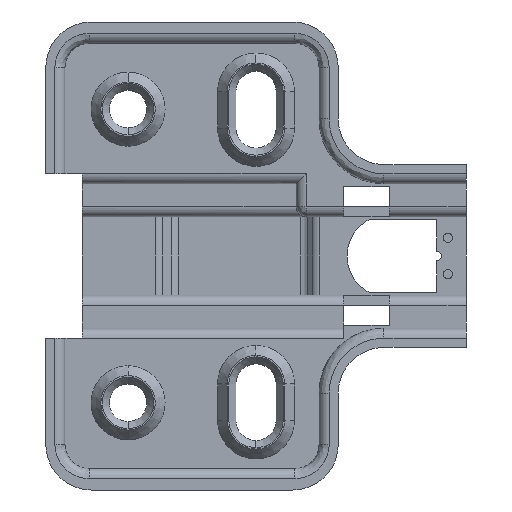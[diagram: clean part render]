
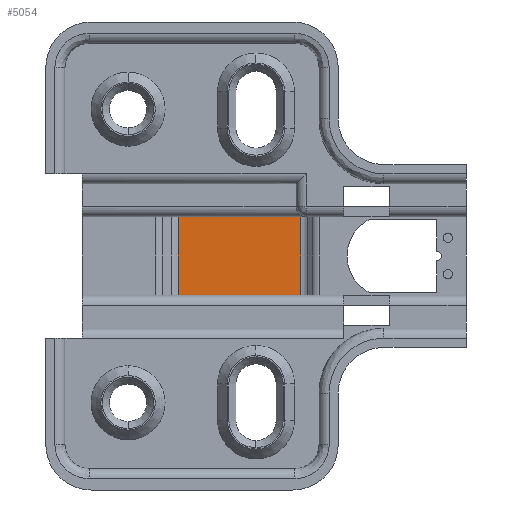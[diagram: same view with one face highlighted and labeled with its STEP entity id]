
A CAD part, front view. The second image highlights one B-rep face of the part: STEP entity #5054.
In plain terms, the highlighted planar face has unit normal (0, -1, 0).
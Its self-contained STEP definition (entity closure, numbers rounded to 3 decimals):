
#245 = ORIENTED_EDGE ( 'NONE', *, *, #8785, .F. ) ;
#313 = CARTESIAN_POINT ( 'NONE',  ( 10.511, 7.8, 0. ) ) ;
#1228 = VECTOR ( 'NONE', #6850, 1000. ) ;
#1254 = LINE ( 'NONE', #4969, #1681 ) ;
#1681 = VECTOR ( 'NONE', #8623, 1000. ) ;
#1810 = LINE ( 'NONE', #313, #1228 ) ;
#2050 = EDGE_CURVE ( 'NONE', #4310, #6500, #1254, .T. ) ;
#2179 = CARTESIAN_POINT ( 'NONE',  ( 23.889, 7.8, 4.3 ) ) ;
#2421 = EDGE_CURVE ( 'NONE', #2846, #8884, #9330, .T. ) ;
#2697 = DIRECTION ( 'NONE',  ( 1., 0., 0. ) ) ;
#2846 = VERTEX_POINT ( 'NONE', #6203 ) ;
#2872 = VECTOR ( 'NONE', #2697, 1000. ) ;
#3162 = ORIENTED_EDGE ( 'NONE', *, *, #2421, .F. ) ;
#3678 = CARTESIAN_POINT ( 'NONE',  ( 10.511, 7.8, -4.3 ) ) ;
#4111 = DIRECTION ( 'NONE',  ( 0., 0., -1. ) ) ;
#4194 = CARTESIAN_POINT ( 'NONE',  ( 21., 7.8, 4.3 ) ) ;
#4310 = VERTEX_POINT ( 'NONE', #5360 ) ;
#4444 = PLANE ( 'NONE',  #7717 ) ;
#4969 = CARTESIAN_POINT ( 'NONE',  ( 21., 7.8, -4.3 ) ) ;
#5054 = ADVANCED_FACE ( 'NONE', ( #5311 ), #4444, .F. ) ;
#5122 = DIRECTION ( 'NONE',  ( 0., 1., 0. ) ) ;
#5311 = FACE_OUTER_BOUND ( 'NONE', #9544, .T. ) ;
#5360 = CARTESIAN_POINT ( 'NONE',  ( 23.889, 7.8, -4.3 ) ) ;
#5459 = EDGE_CURVE ( 'NONE', #6500, #2846, #1810, .T. ) ;
#5542 = CARTESIAN_POINT ( 'NONE',  ( 23.889, 7.8, 0. ) ) ;
#6051 = VECTOR ( 'NONE', #4111, 1000. ) ;
#6127 = ORIENTED_EDGE ( 'NONE', *, *, #5459, .F. ) ;
#6203 = CARTESIAN_POINT ( 'NONE',  ( 10.511, 7.8, 4.3 ) ) ;
#6324 = LINE ( 'NONE', #5542, #6051 ) ;
#6500 = VERTEX_POINT ( 'NONE', #7038 ) ;
#6850 = DIRECTION ( 'NONE',  ( 0., 0., 1. ) ) ;
#7038 = CARTESIAN_POINT ( 'NONE',  ( 10.511, 7.8, -4.3 ) ) ;
#7457 = DIRECTION ( 'NONE',  ( 0., 0., 1. ) ) ;
#7635 = ORIENTED_EDGE ( 'NONE', *, *, #2050, .F. ) ;
#7717 = AXIS2_PLACEMENT_3D ( 'NONE', #3678, #5122, #7457 ) ;
#8623 = DIRECTION ( 'NONE',  ( -1., 0., 0. ) ) ;
#8785 = EDGE_CURVE ( 'NONE', #8884, #4310, #6324, .T. ) ;
#8884 = VERTEX_POINT ( 'NONE', #2179 ) ;
#9330 = LINE ( 'NONE', #4194, #2872 ) ;
#9544 = EDGE_LOOP ( 'NONE', ( #245, #3162, #6127, #7635 ) ) ;
